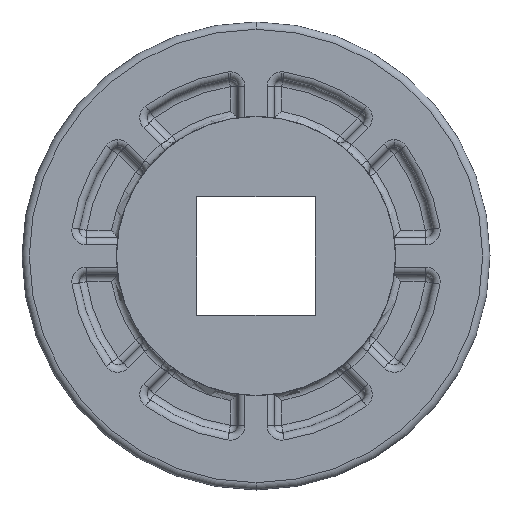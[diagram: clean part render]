
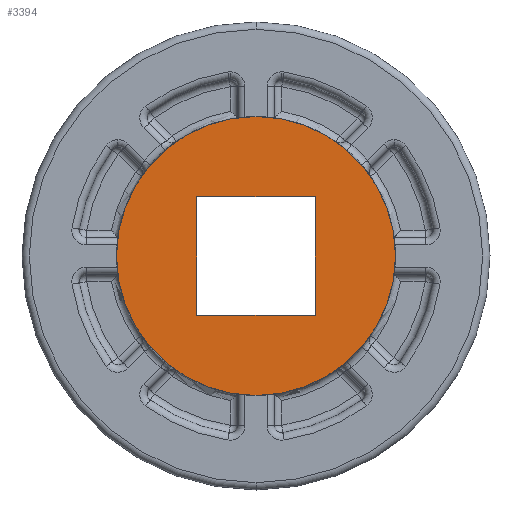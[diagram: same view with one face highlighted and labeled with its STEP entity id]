
A CAD part, front view. The second image highlights one B-rep face of the part: STEP entity #3394.
In plain terms, the highlighted planar face has unit normal (0, -1, 0).
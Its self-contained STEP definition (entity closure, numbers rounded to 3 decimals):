
#63 = VERTEX_POINT ( 'NONE', #173 ) ;
#149 = PLANE ( 'NONE',  #3803 ) ;
#173 = CARTESIAN_POINT ( 'NONE',  ( 0., -3.456, -3.785 ) ) ;
#209 = CARTESIAN_POINT ( 'NONE',  ( 1.613, -3.456, 1.613 ) ) ;
#235 = FACE_BOUND ( 'NONE', #1259, .T. ) ;
#598 = ORIENTED_EDGE ( 'NONE', *, *, #2236, .F. ) ;
#621 = AXIS2_PLACEMENT_3D ( 'NONE', #1989, #2049, #4635 ) ;
#674 = VERTEX_POINT ( 'NONE', #868 ) ;
#689 = CIRCLE ( 'NONE', #4500, 3.785 ) ;
#715 = VECTOR ( 'NONE', #4436, 1000. ) ;
#868 = CARTESIAN_POINT ( 'NONE',  ( 0., -3.456, 3.785 ) ) ;
#886 = CIRCLE ( 'NONE', #621, 3.785 ) ;
#894 = EDGE_LOOP ( 'NONE', ( #598, #1264 ) ) ;
#950 = ORIENTED_EDGE ( 'NONE', *, *, #4966, .F. ) ;
#1100 = CARTESIAN_POINT ( 'NONE',  ( 0., -3.456, 0. ) ) ;
#1180 = DIRECTION ( 'NONE',  ( -1., 0., 0. ) ) ;
#1186 = CARTESIAN_POINT ( 'NONE',  ( -1.613, -3.456, -1.613 ) ) ;
#1206 = ORIENTED_EDGE ( 'NONE', *, *, #4731, .F. ) ;
#1259 = EDGE_LOOP ( 'NONE', ( #1423, #950, #1206, #3664 ) ) ;
#1264 = ORIENTED_EDGE ( 'NONE', *, *, #4655, .F. ) ;
#1413 = DIRECTION ( 'NONE',  ( 0., 1., 0. ) ) ;
#1423 = ORIENTED_EDGE ( 'NONE', *, *, #2438, .F. ) ;
#1424 = VERTEX_POINT ( 'NONE', #2200 ) ;
#1652 = DIRECTION ( 'NONE',  ( 1., 0., 0. ) ) ;
#1819 = DIRECTION ( 'NONE',  ( 0., 0., 1. ) ) ;
#1926 = CARTESIAN_POINT ( 'NONE',  ( 1.613, -3.456, -1.613 ) ) ;
#1941 = EDGE_CURVE ( 'NONE', #1990, #2522, #2072, .T. ) ;
#1989 = CARTESIAN_POINT ( 'NONE',  ( 0., -3.456, 0. ) ) ;
#1990 = VERTEX_POINT ( 'NONE', #5097 ) ;
#2049 = DIRECTION ( 'NONE',  ( 0., 1., 0. ) ) ;
#2072 = LINE ( 'NONE', #2962, #3786 ) ;
#2135 = DIRECTION ( 'NONE',  ( 0., 0., -1. ) ) ;
#2200 = CARTESIAN_POINT ( 'NONE',  ( 1.613, -3.456, -1.613 ) ) ;
#2236 = EDGE_CURVE ( 'NONE', #63, #674, #689, .T. ) ;
#2242 = LINE ( 'NONE', #1926, #715 ) ;
#2430 = DIRECTION ( 'NONE',  ( 0., 1., 0. ) ) ;
#2438 = EDGE_CURVE ( 'NONE', #3466, #1990, #5476, .T. ) ;
#2522 = VERTEX_POINT ( 'NONE', #2596 ) ;
#2596 = CARTESIAN_POINT ( 'NONE',  ( -1.613, -3.456, -1.613 ) ) ;
#2789 = DIRECTION ( 'NONE',  ( 0., 0., 1. ) ) ;
#2962 = CARTESIAN_POINT ( 'NONE',  ( -1.613, -3.456, -1.613 ) ) ;
#3155 = FACE_OUTER_BOUND ( 'NONE', #894, .T. ) ;
#3287 = CARTESIAN_POINT ( 'NONE',  ( -1.613, -3.456, 1.613 ) ) ;
#3394 = ADVANCED_FACE ( 'NONE', ( #235, #3155 ), #149, .F. ) ;
#3466 = VERTEX_POINT ( 'NONE', #209 ) ;
#3620 = VECTOR ( 'NONE', #1180, 1000. ) ;
#3664 = ORIENTED_EDGE ( 'NONE', *, *, #1941, .F. ) ;
#3786 = VECTOR ( 'NONE', #2135, 1000. ) ;
#3803 = AXIS2_PLACEMENT_3D ( 'NONE', #4406, #1413, #1819 ) ;
#4406 = CARTESIAN_POINT ( 'NONE',  ( 0., -3.456, 0. ) ) ;
#4428 = VECTOR ( 'NONE', #1652, 1000. ) ;
#4436 = DIRECTION ( 'NONE',  ( 0., 0., 1. ) ) ;
#4500 = AXIS2_PLACEMENT_3D ( 'NONE', #1100, #2430, #2789 ) ;
#4635 = DIRECTION ( 'NONE',  ( 0., 0., 1. ) ) ;
#4655 = EDGE_CURVE ( 'NONE', #674, #63, #886, .T. ) ;
#4731 = EDGE_CURVE ( 'NONE', #2522, #1424, #4935, .T. ) ;
#4935 = LINE ( 'NONE', #1186, #4428 ) ;
#4966 = EDGE_CURVE ( 'NONE', #1424, #3466, #2242, .T. ) ;
#5097 = CARTESIAN_POINT ( 'NONE',  ( -1.613, -3.456, 1.613 ) ) ;
#5476 = LINE ( 'NONE', #3287, #3620 ) ;
